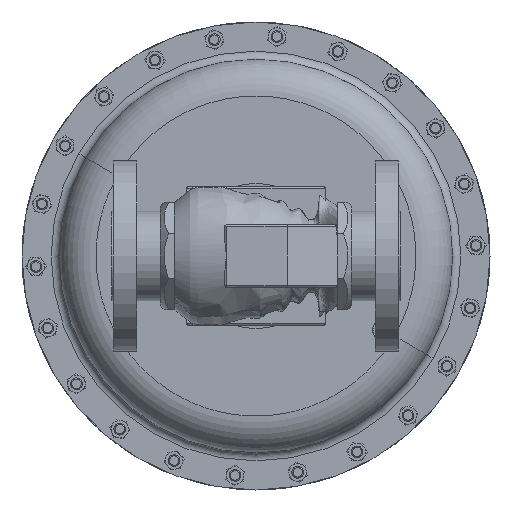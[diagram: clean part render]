
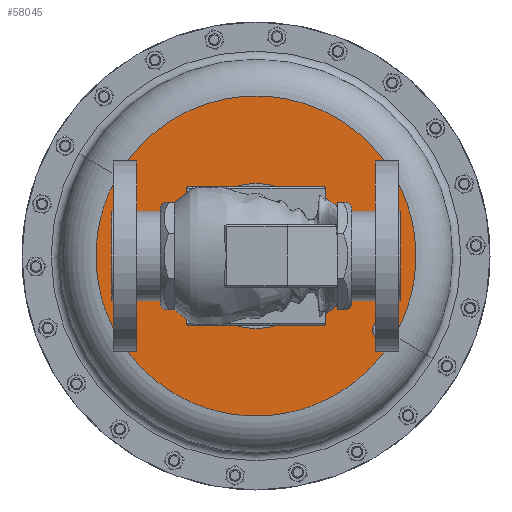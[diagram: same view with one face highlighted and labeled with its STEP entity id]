
A CAD part, front view. The second image highlights one B-rep face of the part: STEP entity #58045.
In plain terms, the highlighted planar face has unit normal (0, -1, 0).
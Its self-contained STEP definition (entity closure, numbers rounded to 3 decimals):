
#638 = AXIS2_PLACEMENT_3D ( 'NONE', #38743, #4871, #44442 ) ;
#1142 = CARTESIAN_POINT ( 'NONE',  ( 4.438, 8.92, -2.563 ) ) ;
#2446 = AXIS2_PLACEMENT_3D ( 'NONE', #65872, #71555, #37690 ) ;
#2816 = ORIENTED_EDGE ( 'NONE', *, *, #47764, .F. ) ;
#4871 = DIRECTION ( 'NONE',  ( 0., 1., 0. ) ) ;
#5265 = DIRECTION ( 'NONE',  ( 0.866, 0., -0.5 ) ) ;
#6819 = CARTESIAN_POINT ( 'NONE',  ( 0., 8.92, 0. ) ) ;
#7166 = DIRECTION ( 'NONE',  ( 0., 1., 0. ) ) ;
#7807 = CARTESIAN_POINT ( 'NONE',  ( 4.114, 8.92, -2.375 ) ) ;
#8239 = EDGE_LOOP ( 'NONE', ( #28552, #2816 ) ) ;
#11963 = ORIENTED_EDGE ( 'NONE', *, *, #29405, .F. ) ;
#12030 = EDGE_CURVE ( 'NONE', #36019, #15288, #53651, .T. ) ;
#12487 = DIRECTION ( 'NONE',  ( 0., 0., -1. ) ) ;
#12612 = CARTESIAN_POINT ( 'NONE',  ( 0., 8.92, 0. ) ) ;
#12961 = AXIS2_PLACEMENT_3D ( 'NONE', #72998, #39139, #5265 ) ;
#13490 = DIRECTION ( 'NONE',  ( 0.866, 0., -0.5 ) ) ;
#15288 = VERTEX_POINT ( 'NONE', #1142 ) ;
#15567 = ORIENTED_EDGE ( 'NONE', *, *, #28509, .T. ) ;
#15965 = CIRCLE ( 'NONE', #37664, 2.325 ) ;
#16227 = CARTESIAN_POINT ( 'NONE',  ( 3.789, 8.92, -2.188 ) ) ;
#17863 = ORIENTED_EDGE ( 'NONE', *, *, #12030, .F. ) ;
#18271 = DIRECTION ( 'NONE',  ( 0., 0., -1. ) ) ;
#23271 = VERTEX_POINT ( 'NONE', #16227 ) ;
#25609 = CIRCLE ( 'NONE', #12961, 5.125 ) ;
#25883 = EDGE_LOOP ( 'NONE', ( #11963, #46121, #15567, #17863 ) ) ;
#28509 = EDGE_CURVE ( 'NONE', #23271, #15288, #35432, .T. ) ;
#28552 = ORIENTED_EDGE ( 'NONE', *, *, #70864, .F. ) ;
#29405 = EDGE_CURVE ( 'NONE', #15288, #36019, #25609, .T. ) ;
#30267 = AXIS2_PLACEMENT_3D ( 'NONE', #6819, #46390, #12487 ) ;
#30386 = AXIS2_PLACEMENT_3D ( 'NONE', #7807, #47383, #13490 ) ;
#35432 = CIRCLE ( 'NONE', #638, 0.375 ) ;
#36019 = VERTEX_POINT ( 'NONE', #65708 ) ;
#37664 = AXIS2_PLACEMENT_3D ( 'NONE', #12612, #52180, #18271 ) ;
#37690 = DIRECTION ( 'NONE',  ( -0.866, 0., 0.5 ) ) ;
#38743 = CARTESIAN_POINT ( 'NONE',  ( 4.114, 8.92, -2.375 ) ) ;
#39139 = DIRECTION ( 'NONE',  ( 0., 1., 0. ) ) ;
#41054 = CARTESIAN_POINT ( 'NONE',  ( 0., 8.92, 0. ) ) ;
#41405 = FACE_BOUND ( 'NONE', #8239, .T. ) ;
#44442 = DIRECTION ( 'NONE',  ( 0.866, 0., -0.5 ) ) ;
#46121 = ORIENTED_EDGE ( 'NONE', *, *, #57832, .T. ) ;
#46390 = DIRECTION ( 'NONE',  ( 0., -1., 0. ) ) ;
#46725 = DIRECTION ( 'NONE',  ( 0.866, 0., -0.5 ) ) ;
#47383 = DIRECTION ( 'NONE',  ( 0., 1., 0. ) ) ;
#47764 = EDGE_CURVE ( 'NONE', #69488, #64385, #15965, .T. ) ;
#52180 = DIRECTION ( 'NONE',  ( 0., -1., 0. ) ) ;
#53651 = CIRCLE ( 'NONE', #69800, 5.125 ) ;
#57832 = EDGE_CURVE ( 'NONE', #15288, #23271, #58194, .T. ) ;
#58045 = ADVANCED_FACE ( 'NONE', ( #41405, #69696 ), #60163, .T. ) ;
#58194 = CIRCLE ( 'NONE', #30386, 0.375 ) ;
#60163 = PLANE ( 'NONE',  #2446 ) ;
#61236 = CARTESIAN_POINT ( 'NONE',  ( 0., 8.92, -2.325 ) ) ;
#62350 = CIRCLE ( 'NONE', #30267, 2.325 ) ;
#64385 = VERTEX_POINT ( 'NONE', #61236 ) ;
#65708 = CARTESIAN_POINT ( 'NONE',  ( -4.438, 8.92, 2.563 ) ) ;
#65872 = CARTESIAN_POINT ( 'NONE',  ( -2.563, 8.92, -4.438 ) ) ;
#67303 = CARTESIAN_POINT ( 'NONE',  ( 0., 8.92, 2.325 ) ) ;
#69488 = VERTEX_POINT ( 'NONE', #67303 ) ;
#69696 = FACE_OUTER_BOUND ( 'NONE', #25883, .T. ) ;
#69800 = AXIS2_PLACEMENT_3D ( 'NONE', #41054, #7166, #46725 ) ;
#70864 = EDGE_CURVE ( 'NONE', #64385, #69488, #62350, .T. ) ;
#71555 = DIRECTION ( 'NONE',  ( 0., -1., 0. ) ) ;
#72998 = CARTESIAN_POINT ( 'NONE',  ( 0., 8.92, 0. ) ) ;
